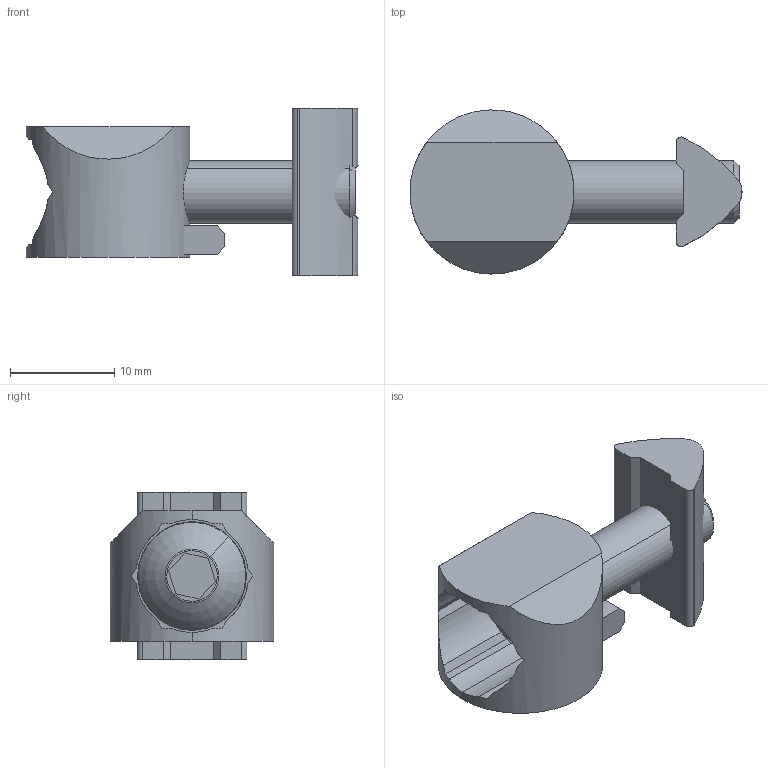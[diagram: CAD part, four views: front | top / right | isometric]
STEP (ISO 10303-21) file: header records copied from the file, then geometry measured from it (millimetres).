
FILE_DESCRIPTION(('STEP AP203'),'1');
FILE_NAME('fath_099a0630s01.stp','2021-11-23T14:29:44',('TraceParts'),('TraceParts S.A.'),'Spatial InterOp 3D',' ',' ');
FILE_SCHEMA(('CONFIG_CONTROL_DESIGN'));
Length unit declared in the file: millimetre
Products named in the file (1): 1
Bounding box: 31.79 x 15.7 x 16 mm (x, y, z)
Volume: 2691.7 mm3; surface area: 2586.6 mm2
Topology: 3 solids, 3 shells, 78 faces, 205 edges, 132 vertices
Faces by surface type: plane 42, cylinder 24, torus 8, cone 4
Entity records: 2635 total; most frequent: CARTESIAN_POINT 656, ORIENTED_EDGE 410, DIRECTION 407, EDGE_CURVE 205, AXIS2_PLACEMENT_3D 149, VERTEX_POINT 132, LINE 109, VECTOR 109
